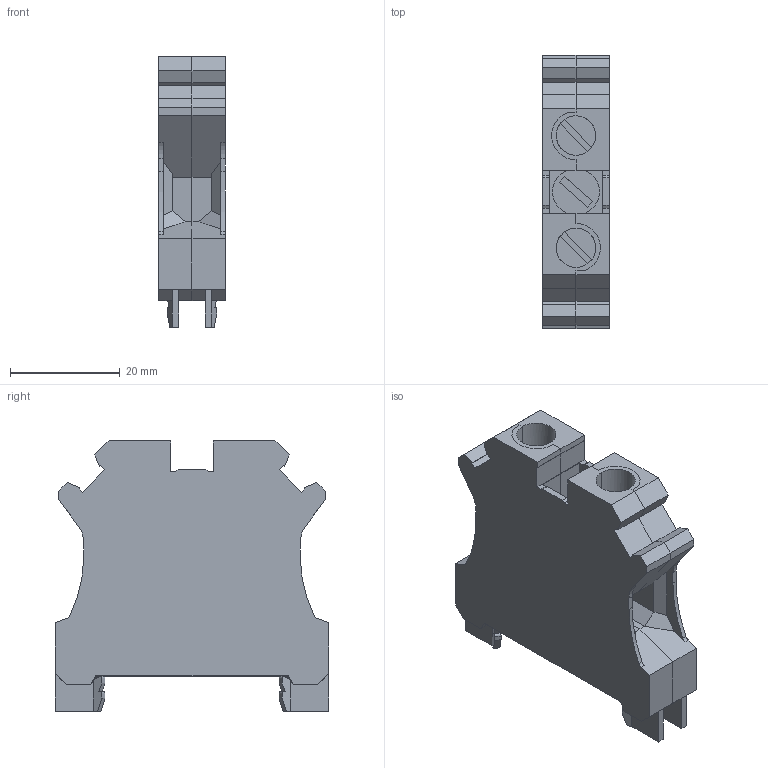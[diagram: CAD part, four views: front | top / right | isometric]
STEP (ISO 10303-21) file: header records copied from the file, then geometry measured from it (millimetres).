
FILE_DESCRIPTION(('Creo Elements/Direct Modeling STEP Export'),'2;1');
FILE_NAME('model.stp','2017-11-25T11:21:57',(''),(''),'Creo Elements/Direct Modeling STEP processor for AP214 (Solid Model)','Creo Elements/Direct Modeling 18.1I 14-Aug-2016 (C) Parametric Technology GmbH','');
FILE_SCHEMA(('AUTOMOTIVE_DESIGN { 1 0 10303 214 1 1 1 1 }'));
Length unit declared in the file: millimetre
Products named in the file (2): UTI_16_PE_select
Assembly tree (1 placements, depth 2):
  UTI_16_PE_select
    UTI_16_PE_select
Bounding box: 12.15 x 50 x 49.35 mm (x, y, z)
Volume: 18559.8 mm3; surface area: 8486.7 mm2
Topology: 1 solids, 1 shells, 346 faces, 975 edges, 636 vertices
Faces by surface type: plane 308, cylinder 28, bspline 4, torus 4, cone 2
Entity records: 14246 total; most frequent: CARTESIAN_POINT 2292, ORIENTED_EDGE 1950, DIRECTION 1458, EDGE_CURVE 975, VECTOR 746, LINE 746, VERTEX_POINT 636, PRESENTATION_STYLE_ASSIGNMENT 431
